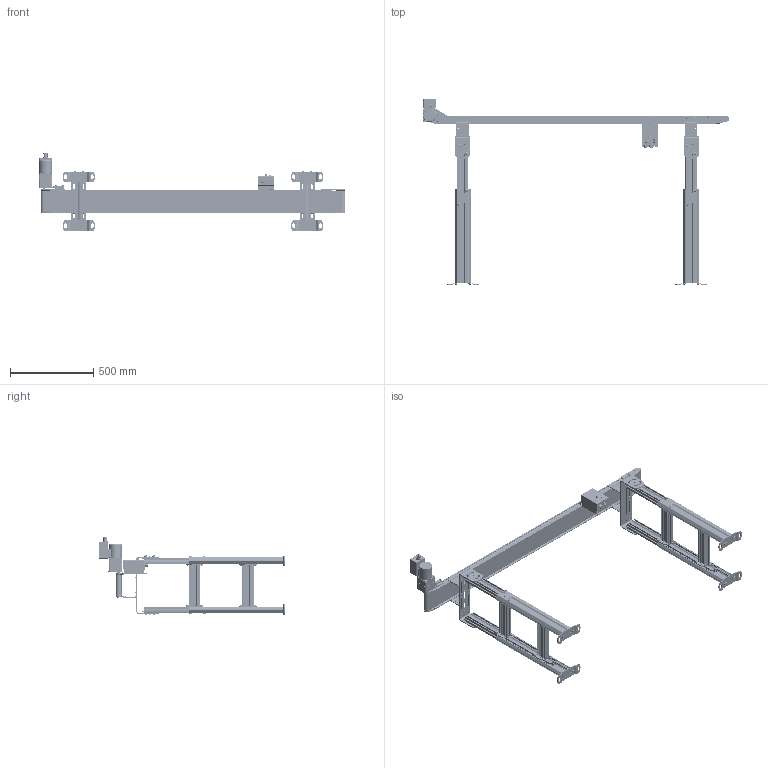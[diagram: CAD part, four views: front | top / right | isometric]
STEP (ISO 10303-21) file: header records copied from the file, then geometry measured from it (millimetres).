
FILE_DESCRIPTION (( 'STEP AP214' ), '1' );
FILE_NAME ('Infeed Conveyor (STEP).STEP', '2018-11-02T15:49:24', ( '' ), ( '' ), 'SwSTEP 2.0', 'SolidWorks 2017', '' );
FILE_SCHEMA (( 'AUTOMOTIVE_DESIGN' ));
Length unit declared in the file: inch
Products named in the file (56): D6016791DISCHARGE_TAIL_ASM; D6016791BOOT_AH_1; Infeed Conveyor (STEP); D6016791IDLE-S_ASM; D601679122V2_CONVEYOR_ASM; D6016791BELT42; D601679122V2_MOTOR_ASM; D6016791STAND_02_ASM; D6016791930616M_; D6016791MTRPLGT-22-VFD; D6016791STAND_ADJ_HGT_2_ASM; D6016791D-C_PLT-D; D601679122MSPL_A; D6016791XMB_710210_AH_2_ASM; D6016791D-C_PLT-A; D6016791CONTROLLER_ASM; D6016791XMB_710210_AH_2; D6016791D-C_SHAFT; D601679122MV1122BX; D6016791LEG_710211_AH_2; D6016791INFEED_TAIL_ASM; D6016791MNT_BRKT_02_ASM; D6016791BOOT_AH_2; D6016791DRIVE-S_ASM; D6016791MNT_BRKT_PLT_D-02_ASM; D6016791STAND_01_ASM; D6016791BELT43; D6016791MBKT_PLT_D-02; D6016791STAND_ADJ_HGT_1_ASM; D6016791D-C_PIN; D6016791MNT_BRKT_PLT_A-02_ASM; D6016791FOOT_BOOT_710004; D6016791DRIVE_S-SUB_ASM; D6016791MBKT_PLT_A-02; D6016791BRKT_ANG_202; D6016791930612M; D6016791MNT_BRKT_01_ASM; D6016791QUADNUT_200801_L; D6016791D-S_PLT-D; D6016791MNT_BRKT_PLT_D-01_ASM ...
Assembly tree (96 placements, depth 6):
  Infeed Conveyor (STEP)
    D601679122V2_CONVEYOR_ASM
      D6016791FRAME_ASM_ASM
        D6016791FRAME
        D6016791BELT_FRAME
      D6016791INFEED_TAIL_ASM
        D6016791DRIVE-S_ASM
          D6016791DRIVE_S-SUB_ASM
            D6016791D-S_SHAFT
            D6016791D-S_PLT-A
            D6016791D-S_PLT-D
            D6016791930612M  x4
          D6016791D-C_PIN  x2
          D6016791930612M  x2
          D6016791BELT43
      D6016791DISCHARGE_TAIL_ASM
        D6016791IDLE-S_ASM
          D6016791D-C_SHAFT
          D6016791D-C_PLT-A
          D6016791D-C_PLT-D
          D6016791D-C_PIN  x2
          D6016791930616M_  x6
          D6016791BELT42
      D6016791MNT_BRKT_01_ASM
        D6016791MNT_BRKT_PLT_A-01_ASM
          D6016791MBKT_PLT_A-01
          D6016791MB_950612M_  x2
          D6016791MB_300150M
        D6016791MNT_BRKT_PLT_D-01_ASM
          D6016791MBKT_PLT_D-01
          D6016791MB_950612M_  x2
          D6016791MB_300150M
      D6016791MNT_BRKT_02_ASM
        D6016791MNT_BRKT_PLT_A-02_ASM
          D6016791MBKT_PLT_A-02
          D6016791MB_950612M_  x2
          D6016791MB_300150M
        D6016791MNT_BRKT_PLT_D-02_ASM
          D6016791MBKT_PLT_D-02
          D6016791MB_950612M_  x2
          D6016791MB_300150M
      D6016791CONTROLLER_ASM
        D601679122MV1122BX
      D601679122V2_MOTOR_ASM
        D601679122MSPL_A
        D6016791MTRPLGT-22-VFD
    D6016791STAND_01_ASM
      D6016791STAND_ADJ_HGT_1_ASM
        D6016791BOOT_AH_1  x2
        D6016791LEG_LOCK  x2
        D6016791LEG_710211_AH_1  x2
        D6016791XMB_710210_AH_ASM  x2
          D6016791XMB_710210_AH
          D6016791PLT_710006
        D6016791QUADNUT_200801_R
        D6016791QUADNUT_200801_L
        D6016791BRKT_ANG_202
        D6016791FOOT_BOOT_710004  x2
    D6016791STAND_02_ASM
      D6016791STAND_ADJ_HGT_2_ASM
Bounding box: 1841.43 x 1114.97 x 470.11 mm (x, y, z)
Volume: 10009927.9 mm3; surface area: 6425922.3 mm2
Topology: 89 solids, 98 shells, 6612 faces, 16635 edges, 10503 vertices
Faces by surface type: plane 2911, cylinder 2376, cone 843, bspline 410, torus 72
Entity records: 130902 total; most frequent: CARTESIAN_POINT 39418, ORIENTED_EDGE 18794, DIRECTION 18630, EDGE_CURVE 9405, AXIS2_PLACEMENT_3D 6697, VERTEX_POINT 5961, VECTOR 5236, LINE 5236
